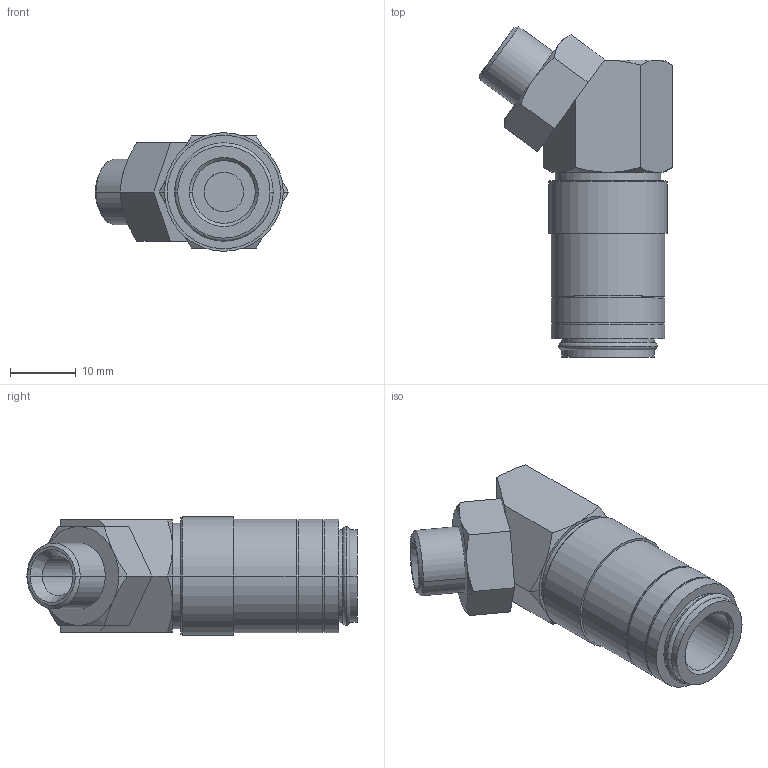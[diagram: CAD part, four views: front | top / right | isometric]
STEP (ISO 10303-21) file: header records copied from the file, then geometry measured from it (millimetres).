
FILE_DESCRIPTION(('STEP AP214'),'1');
FILE_NAME('esdm_101_a-45.stp','2020-04-22T06:12:17',('TraceParts'),('TraceParts S.A.'),'Spatial InterOp 3D',' ',' ');
FILE_SCHEMA(('automotive_design'));
Length unit declared in the file: millimetre
Products named in the file (1): 1
Bounding box: 29.3 x 50.08 x 18 mm (x, y, z)
Volume: 9817.1 mm3; surface area: 4833.1 mm2
Topology: 1 solids, 1 shells, 92 faces, 203 edges, 123 vertices
Faces by surface type: plane 32, cone 30, cylinder 26, torus 4
Entity records: 3311 total; most frequent: CARTESIAN_POINT 551, DIRECTION 449, ORIENTED_EDGE 406, EDGE_CURVE 203, AXIS2_PLACEMENT_3D 187, VERTEX_POINT 123, EDGE_LOOP 104, STYLED_ITEM 92
